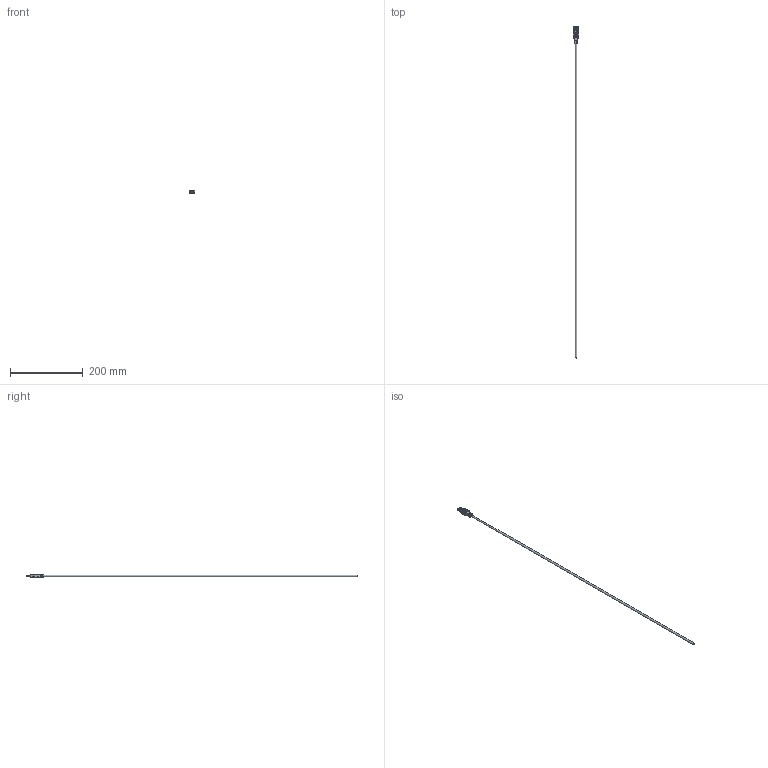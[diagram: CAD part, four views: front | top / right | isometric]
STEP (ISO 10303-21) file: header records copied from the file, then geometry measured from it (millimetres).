
FILE_DESCRIPTION(/* description */ (''),/* implementation_level */ '2;1');
FILE_NAME(/* name */ 'USB A M MOLDING-2.stp',/* time_stamp */ '2017-08-25T10:10:26+08:00',/* author */ (''),/* organization */ (''),/* preprocessor_version */ 'ST-DEVELOPER v14',/* originating_system */ 'SIEMENS PLM Software NX 8.0',/* authorisation */ '');
FILE_SCHEMA (('AUTOMOTIVE_DESIGN { 1 0 10303 214 3 1 1 1 }'));
Length unit declared in the file: millimetre
Products named in the file (1): USB A M MOLDING-1
Bounding box: 15.8 x 914.7 x 8 mm (x, y, z)
Volume: 24833.7 mm3; surface area: 19909.1 mm2
Topology: 9 solids, 9 shells, 1644 faces, 4812 edges, 3130 vertices
Faces by surface type: plane 986, cylinder 560, torus 48, cone 38, sphere 8, bspline 4
Full cylindrical faces by diameter (mm): 1 x2, 5.5 x1
Entity records: 55825 total; most frequent: CARTESIAN_POINT 11122, ORIENTED_EDGE 9600, DIRECTION 9221, EDGE_CURVE 4800, LINE 3471, VECTOR 3471, VERTEX_POINT 3129, AXIS2_PLACEMENT_3D 2875
